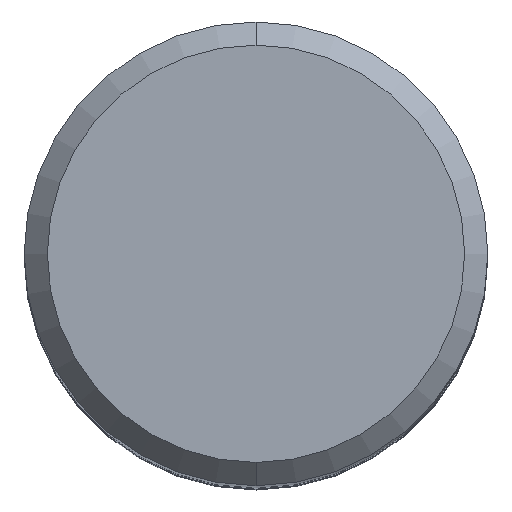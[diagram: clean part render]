
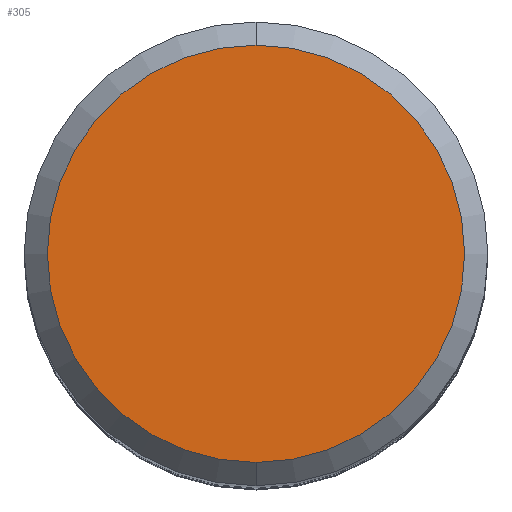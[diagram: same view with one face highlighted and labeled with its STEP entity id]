
A CAD part, top view. The second image highlights one B-rep face of the part: STEP entity #305.
In plain terms, the highlighted planar face has unit normal (0, 0, 1).
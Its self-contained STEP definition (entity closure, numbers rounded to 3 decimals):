
#273=VERTEX_POINT('',#603);
#305=ADVANCED_FACE('',(#635),#636,.T.);
#359=EDGE_CURVE('',#273,#411,#695,.T.);
#411=VERTEX_POINT('',#753);
#451=EDGE_CURVE('',#411,#273,#796,.T.);
#603=CARTESIAN_POINT('',(0.,-9.0,0.0));
#635=FACE_OUTER_BOUND('',#1104,.T.);
#636=PLANE('',#1105);
#695=CIRCLE('',#1338,9.0);
#753=CARTESIAN_POINT('',(0.0,9.0,0.0));
#796=CIRCLE('',#1585,9.0);
#1104=EDGE_LOOP('',(#1808,#1809));
#1105=AXIS2_PLACEMENT_3D('',#1810,#1811,#1812);
#1338=AXIS2_PLACEMENT_3D('',#1875,#1876,#1877);
#1585=AXIS2_PLACEMENT_3D('',#1971,#1972,#1973);
#1808=ORIENTED_EDGE('',*,*,#451,.F.);
#1809=ORIENTED_EDGE('',*,*,#359,.F.);
#1810=CARTESIAN_POINT('',(0.0,4.5,0.0));
#1811=DIRECTION('',(-0.0,0.0,1.0));
#1812=DIRECTION('',(0.0,-1.0,0.0));
#1875=CARTESIAN_POINT('',(0.0,0.0,0.0));
#1876=DIRECTION('',(0.0,0.0,-1.0));
#1877=DIRECTION('',(0.0,1.0,0.0));
#1971=CARTESIAN_POINT('',(0.0,0.0,0.0));
#1972=DIRECTION('',(0.0,0.0,-1.0));
#1973=DIRECTION('',(0.0,1.0,0.0));
